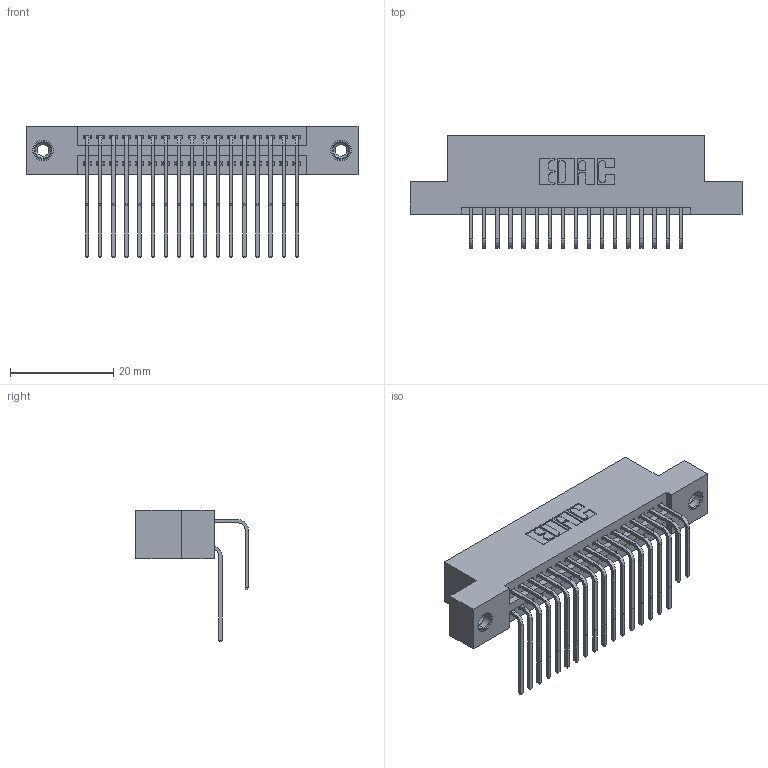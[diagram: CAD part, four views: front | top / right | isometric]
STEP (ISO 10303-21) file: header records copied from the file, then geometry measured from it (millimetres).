
FILE_DESCRIPTION (( 'STEP AP203' ), '1' );
FILE_NAME ('345-034-558-208.STEP', '2018-08-29T04:10:26', ( '' ), ( '' ), 'SwSTEP 2.0', 'SolidWorks 2016', '' );
FILE_SCHEMA (( 'CONFIG_CONTROL_DESIGN' ));
Length unit declared in the file: inch
Products named in the file (5): 345 Part_Flush Mounting Lugs - 0.156 Dia-TI; 345-292-001_558 559 Tail - 1; 345-292-001_558 Tail - 2; 345-250-001_345-250-003-102; 345-034-558-208
Assembly tree (37 placements, depth 2):
  345-034-558-208
    345 Part_Flush Mounting Lugs - 0.156 Dia-TI
    345-292-001_558 559 Tail - 1  x17
    345-292-001_558 Tail - 2  x17
    345-250-001_345-250-003-102  x2
Bounding box: 64.39 x 21.83 x 25.53 mm (x, y, z)
Volume: 6212.4 mm3; surface area: 9634.5 mm2
Topology: 37 solids, 37 shells, 1954 faces, 5747 edges, 3778 vertices
Faces by surface type: plane 1302, cylinder 636, cone 12, torus 4
Entity records: 19542 total; most frequent: CARTESIAN_POINT 3326, ORIENTED_EDGE 3202, DIRECTION 2963, EDGE_CURVE 1601, VECTOR 1341, LINE 1341, VERTEX_POINT 1060, AXIS2_PLACEMENT_3D 811
